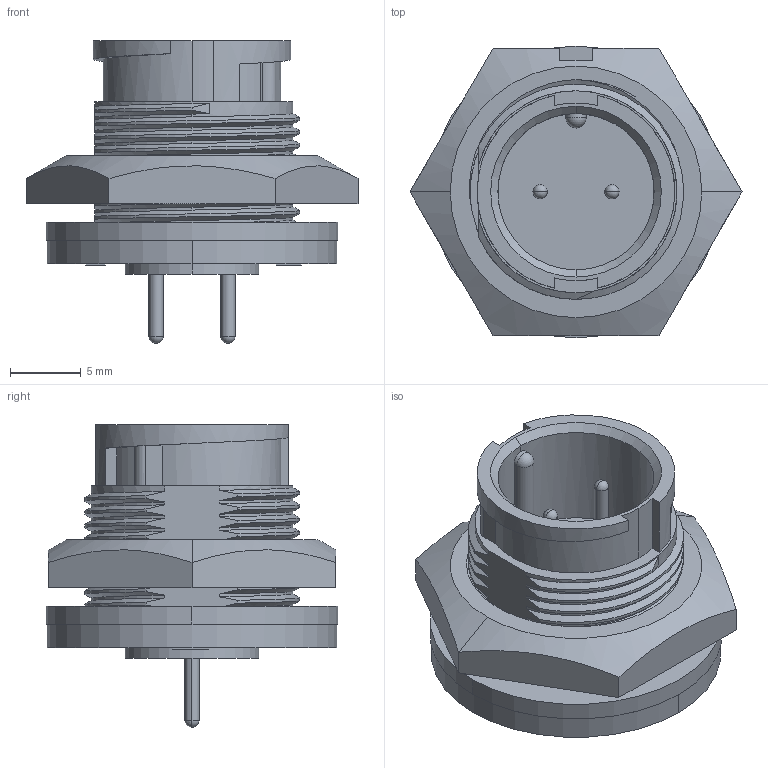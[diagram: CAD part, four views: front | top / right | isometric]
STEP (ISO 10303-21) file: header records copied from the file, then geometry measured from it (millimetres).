
FILE_DESCRIPTION (( 'STEP AP203' ), '1' );
FILE_NAME ('7281-2PG-300.STEP', '2015-11-16T17:11:39', ( '' ), ( '' ), 'SwSTEP 2.0', 'SolidWorks 2014', '' );
FILE_SCHEMA (( 'CONFIG_CONTROL_DESIGN' ));
Length unit declared in the file: inch
Products named in the file (1): 7281-2PG-300
Bounding box: 23.46 x 20.62 x 21.39 mm (x, y, z)
Volume: 2828.9 mm3; surface area: 2811 mm2
Topology: 2 solids, 2 shells, 178 faces, 477 edges, 313 vertices
Faces by surface type: cylinder 74, plane 56, bspline 35, torus 8, cone 4, sphere 1
Entity records: 12320 total; most frequent: CARTESIAN_POINT 8323, ORIENTED_EDGE 950, DIRECTION 655, EDGE_CURVE 475, VERTEX_POINT 312, AXIS2_PLACEMENT_3D 224, LINE 207, VECTOR 207
